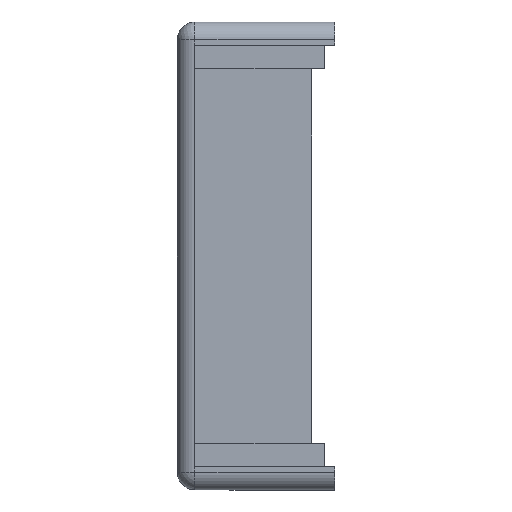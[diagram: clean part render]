
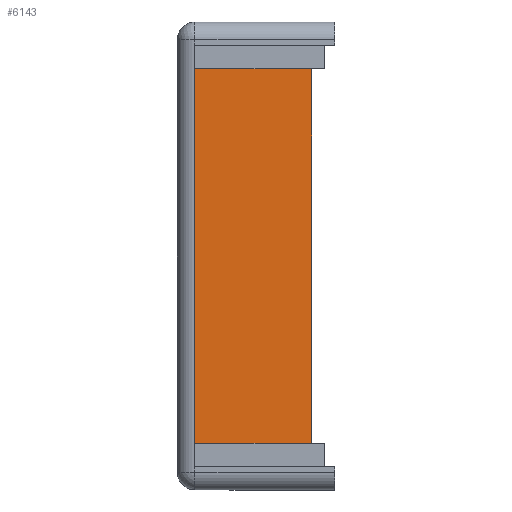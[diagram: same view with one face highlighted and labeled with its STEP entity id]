
A CAD part, left-side view. The second image highlights one B-rep face of the part: STEP entity #6143.
In plain terms, the highlighted planar face has unit normal (-1, 0, 0).
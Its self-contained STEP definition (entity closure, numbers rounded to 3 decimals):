
#568=FACE_OUTER_BOUND('',#1018,.T.);
#1018=EDGE_LOOP('',(#5147,#5148,#5149,#5150));
#1542=LINE('',#8981,#2103);
#1737=LINE('',#10143,#2298);
#1814=LINE('',#10345,#2375);
#1815=LINE('',#10346,#2376);
#2103=VECTOR('',#7076,10.);
#2298=VECTOR('',#8077,10.);
#2375=VECTOR('',#8306,10.);
#2376=VECTOR('',#8307,10.);
#2645=VERTEX_POINT('',#8978);
#2646=VERTEX_POINT('',#8980);
#2944=VERTEX_POINT('',#10142);
#2993=VERTEX_POINT('',#10344);
#3238=EDGE_CURVE('',#2646,#2645,#1542,.T.);
#3665=EDGE_CURVE('',#2944,#2646,#1737,.T.);
#3760=EDGE_CURVE('',#2993,#2944,#1814,.T.);
#3761=EDGE_CURVE('',#2645,#2993,#1815,.T.);
#5147=ORIENTED_EDGE('',*,*,#3760,.T.);
#5148=ORIENTED_EDGE('',*,*,#3665,.T.);
#5149=ORIENTED_EDGE('',*,*,#3238,.T.);
#5150=ORIENTED_EDGE('',*,*,#3761,.T.);
#5825=PLANE('',#6737);
#6143=ADVANCED_FACE('',(#568),#5825,.T.);
#6737=AXIS2_PLACEMENT_3D('',#10343,#8304,#8305);
#7076=DIRECTION('',(0.,0.,-1.));
#8077=DIRECTION('',(0.,1.,0.));
#8304=DIRECTION('center_axis',(-1.,0.,0.));
#8305=DIRECTION('ref_axis',(0.,0.,1.));
#8306=DIRECTION('',(0.,0.,1.));
#8307=DIRECTION('',(0.,-1.,0.));
#8978=CARTESIAN_POINT('',(-7.,-3.6,-72.));
#8980=CARTESIAN_POINT('',(-7.,-3.6,-8.027));
#8981=CARTESIAN_POINT('',(-7.,-3.6,-56.));
#10142=CARTESIAN_POINT('',(-7.,-23.6,-8.027));
#10143=CARTESIAN_POINT('',(-7.,-1.6,-8.027));
#10343=CARTESIAN_POINT('Origin',(-7.,0.4,-72.));
#10344=CARTESIAN_POINT('',(-7.,-23.6,-72.));
#10345=CARTESIAN_POINT('',(-7.,-23.6,-54.));
#10346=CARTESIAN_POINT('',(-7.,-1.6,-72.));
